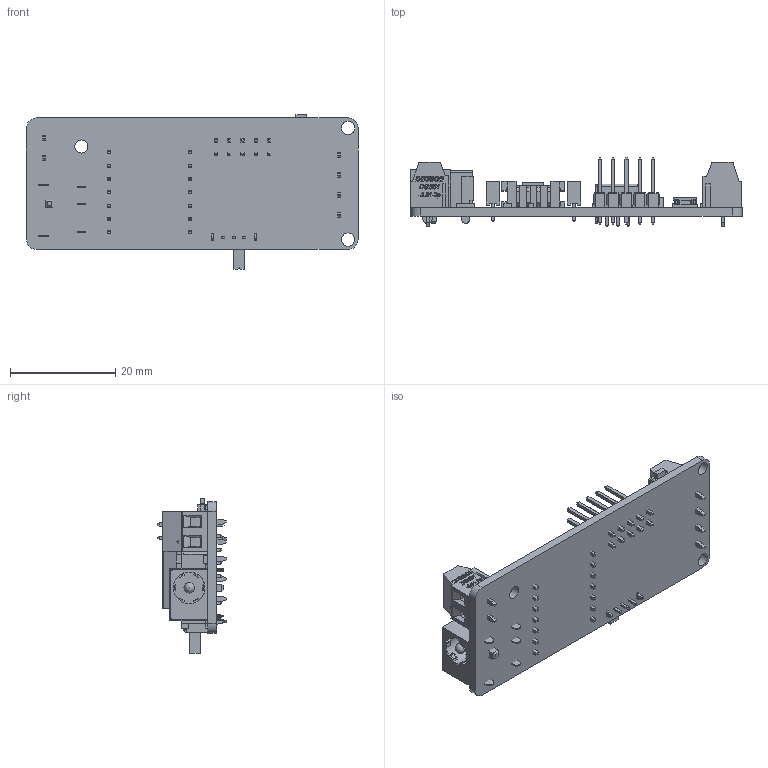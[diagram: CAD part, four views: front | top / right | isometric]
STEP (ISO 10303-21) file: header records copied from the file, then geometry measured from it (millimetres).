
FILE_DESCRIPTION(/* description */ (''),/* implementation_level */ '2;1');
FILE_NAME(/* name */ 'LED Driver Board for Seeed Studio XIAO v1.step',/* time_stamp */ '2025-06-21T10:09:22+05:30',/* author */ (''),/* organization */ (''),/* preprocessor_version */ 'ST-DEVELOPER v20.1',/* originating_system */ 'Autodesk Translation Framework v14.10.0.0',/* authorisation */ '');
FILE_SCHEMA (('AUTOMOTIVE_DESIGN { 1 0 10303 214 3 1 1 }'));
Products named in the file (29): LED Driver Board for Seeed Studio XIAO; 697A0B1C-1A87-4858-AF8F-27C07CA2117F; DG381-3.81-04P-14-00AH; DG381-3.81-02P-14-00AH; SK12D07VG4; 1TS003B; Assembly; GROVE_TO_4PIN-prt0; GROVE_TO_4PIN-prt1; GROVE_TO_4PIN-prt2; GROVE_TO_4PIN-prt3; GROVE_TO_4PIN-prt4; GROVE_TO_4PIN-prt5; GROVE_TO_4PIN-prt7; GROVE_TO_4PIN-prt8; GROVE_TO_4PIN-prt9; GROVE_TO_4PIN-prt10; GROVE_TO_4PIN-prt11; GROVE_TO_4PIN-prt12; GROVE_TO_4PIN-prt13; GROVE_TO_4PIN-prt14; GROVE_TO_4PIN-prt15; GROVE_TO_4PIN-prt16; GROVE_TO_4PIN-prt17; GROVE_TO_4PIN-prt18; 1BD63B7D-5B77-41A1-90D7-4946F9787897; FemaleHeader; Document; Document_1
Assembly tree (29 placements, depth 3):
  LED Driver Board for Seeed Studio XIAO
    697A0B1C-1A87-4858-AF8F-27C07CA2117F
    DG381-3.81-04P-14-00AH
    DG381-3.81-02P-14-00AH
    SK12D07VG4
    1TS003B
    Assembly
      GROVE_TO_4PIN-prt0
      GROVE_TO_4PIN-prt1
      GROVE_TO_4PIN-prt2
      GROVE_TO_4PIN-prt3
      GROVE_TO_4PIN-prt4
      GROVE_TO_4PIN-prt5
      GROVE_TO_4PIN-prt7
      GROVE_TO_4PIN-prt8
      GROVE_TO_4PIN-prt9
      GROVE_TO_4PIN-prt10
      GROVE_TO_4PIN-prt11
      GROVE_TO_4PIN-prt12
      GROVE_TO_4PIN-prt13
      GROVE_TO_4PIN-prt14
      GROVE_TO_4PIN-prt15
      GROVE_TO_4PIN-prt16
      GROVE_TO_4PIN-prt17
      GROVE_TO_4PIN-prt18
    1BD63B7D-5B77-41A1-90D7-4946F9787897
    FemaleHeader  x2
    Document
      Document_1
Bounding box: 63.09 x 13.17 x 29.44 mm (x, y, z)
Volume: 5253.6 mm3; surface area: 9116.6 mm2
Topology: 47 solids, 47 shells, 2092 faces, 5296 edges, 3403 vertices
Faces by surface type: plane 1601, bspline 333, cylinder 127, torus 30, sphere 1
Full cylindrical faces by diameter (mm): 0.5 x2, 1.2 x1, 2 x2, 2.5 x3, 2.9 x6, 3 x12, 6 x1
Entity records: 77185 total; most frequent: CARTESIAN_POINT 29973, ORIENTED_EDGE 9982, DIRECTION 8048, EDGE_CURVE 4991, LINE 3932, VECTOR 3932, VERTEX_POINT 3219, EDGE_LOOP 2104
